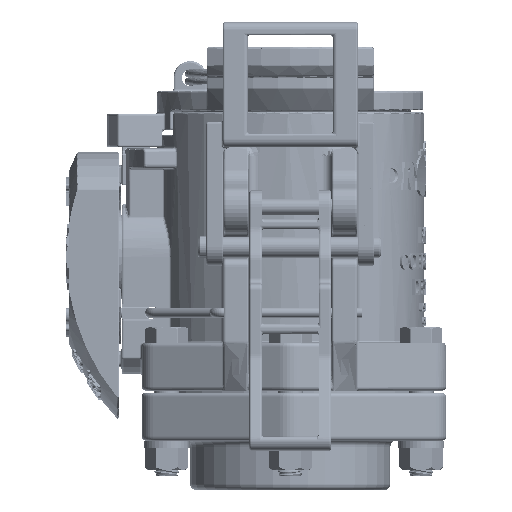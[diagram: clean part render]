
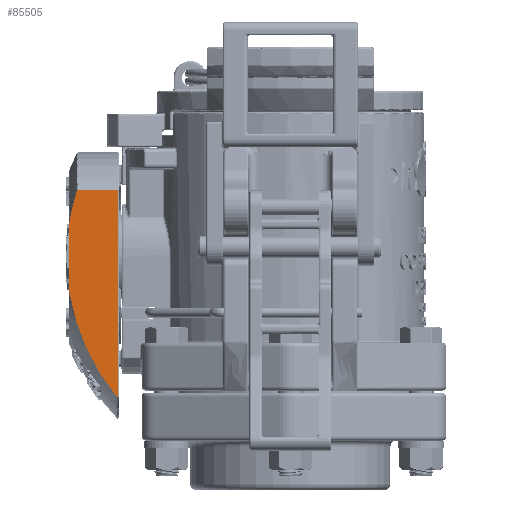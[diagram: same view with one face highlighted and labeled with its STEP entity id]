
A CAD part, left-side view. The second image highlights one B-rep face of the part: STEP entity #85505.
In plain terms, the highlighted planar face has unit normal (-1, 0, 0).
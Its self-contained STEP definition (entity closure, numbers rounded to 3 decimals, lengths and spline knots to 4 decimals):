
#4355=ELLIPSE('',#92257,0.023,0.02);
#4356=ELLIPSE('',#92279,0.0321,0.0206);
#4357=ELLIPSE('',#92284,1.9036,0.4722);
#4358=ELLIPSE('',#92285,1.9036,0.4722);
#5863=LINE('',#168820,#12450);
#7593=LINE('',#179442,#14180);
#7594=LINE('',#179444,#14181);
#12450=VECTOR('',#102754,0.3937);
#14180=VECTOR('',#106928,0.3937);
#14181=VECTOR('',#106931,0.3937);
#18891=PLANE('',#92282);
#24076=FACE_OUTER_BOUND('',#29560,.T.);
#29560=EDGE_LOOP('',(#69524,#69525,#69526,#69527,#69528,#69529,#69530,#69531,
#69532));
#34259=CIRCLE('',#91618,3.2879);
#34361=CIRCLE('',#92283,3.2879);
#38422=VERTEX_POINT('',#168816);
#38424=VERTEX_POINT('',#168819);
#39306=VERTEX_POINT('',#173011);
#39308=VERTEX_POINT('',#173014);
#40251=VERTEX_POINT('',#179369);
#40252=VERTEX_POINT('',#179386);
#40261=VERTEX_POINT('',#179429);
#40262=VERTEX_POINT('',#179431);
#40263=VERTEX_POINT('',#179447);
#47762=EDGE_CURVE('',#38422,#38424,#5863,.T.);
#48887=EDGE_CURVE('',#39306,#39308,#34259,.T.);
#50544=EDGE_CURVE('',#40251,#39306,#4355,.T.);
#50561=EDGE_CURVE('',#40261,#40262,#4356,.T.);
#50563=EDGE_CURVE('',#40252,#40251,#7593,.T.);
#50564=EDGE_CURVE('',#40262,#40252,#7594,.T.);
#50566=EDGE_CURVE('',#40263,#40261,#34361,.T.);
#50567=EDGE_CURVE('',#38424,#40263,#4357,.T.);
#50568=EDGE_CURVE('',#39308,#38422,#4358,.T.);
#69524=ORIENTED_EDGE('',*,*,#50544,.F.);
#69525=ORIENTED_EDGE('',*,*,#50563,.F.);
#69526=ORIENTED_EDGE('',*,*,#50564,.F.);
#69527=ORIENTED_EDGE('',*,*,#50561,.F.);
#69528=ORIENTED_EDGE('',*,*,#50566,.F.);
#69529=ORIENTED_EDGE('',*,*,#50567,.F.);
#69530=ORIENTED_EDGE('',*,*,#47762,.F.);
#69531=ORIENTED_EDGE('',*,*,#50568,.F.);
#69532=ORIENTED_EDGE('',*,*,#48887,.F.);
#85505=ADVANCED_FACE('',(#24076),#18891,.F.);
#91618=AXIS2_PLACEMENT_3D('',#173015,#104386,#104387);
#92257=AXIS2_PLACEMENT_3D('',#179384,#106879,#106880);
#92279=AXIS2_PLACEMENT_3D('',#179432,#106924,#106925);
#92282=AXIS2_PLACEMENT_3D('',#179446,#106933,#106934);
#92283=AXIS2_PLACEMENT_3D('',#179448,#106935,#106936);
#92284=AXIS2_PLACEMENT_3D('',#179449,#106937,#106938);
#92285=AXIS2_PLACEMENT_3D('',#179450,#106939,#106940);
#102754=DIRECTION('',(0.,0.,1.));
#104386=DIRECTION('center_axis',(1.,0.,0.));
#104387=DIRECTION('ref_axis',(0.,0.,1.));
#106879=DIRECTION('center_axis',(1.,0.,0.));
#106880=DIRECTION('ref_axis',(0.,-0.002,1.));
#106924=DIRECTION('center_axis',(1.,0.,0.));
#106925=DIRECTION('ref_axis',(0.,0.025,1.));
#106928=DIRECTION('',(0.,0.,-1.));
#106931=DIRECTION('',(0.,-1.,0.));
#106933=DIRECTION('center_axis',(1.,0.,0.));
#106934=DIRECTION('ref_axis',(0.,0.,-1.));
#106935=DIRECTION('center_axis',(1.,0.,0.));
#106936=DIRECTION('ref_axis',(0.,0.,1.));
#106937=DIRECTION('center_axis',(1.,0.,0.));
#106938=DIRECTION('ref_axis',(0.,0.5,0.866));
#106939=DIRECTION('center_axis',(1.,0.,0.));
#106940=DIRECTION('ref_axis',(0.,-0.5,0.866));
#168816=CARTESIAN_POINT('',(-1.2,0.75,-0.45));
#168819=CARTESIAN_POINT('',(-1.2,0.75,0.45));
#168820=CARTESIAN_POINT('',(-1.2,0.75,0.));
#173011=CARTESIAN_POINT('',(-1.2,0.0345,-2.0944));
#173014=CARTESIAN_POINT('',(-1.2,0.7434,-0.5388));
#173015=CARTESIAN_POINT('Origin',(-1.2,-2.5,0.));
#179369=CARTESIAN_POINT('',(-1.2,0.02,-2.1015));
#179384=CARTESIAN_POINT('Origin',(-1.2,0.02,-2.0785));
#179386=CARTESIAN_POINT('',(-1.2,0.02,1.005));
#179429=CARTESIAN_POINT('',(-1.2,0.6337,0.9951));
#179431=CARTESIAN_POINT('',(-1.2,0.6287,1.005));
#179432=CARTESIAN_POINT('Origin',(-1.2,0.6152,0.9803));
#179442=CARTESIAN_POINT('',(-1.2,0.02,0.));
#179444=CARTESIAN_POINT('',(-1.2,0.75,1.005));
#179446=CARTESIAN_POINT('Origin',(-1.2,0.8875,0.));
#179447=CARTESIAN_POINT('',(-1.2,0.7434,0.5388));
#179448=CARTESIAN_POINT('Origin',(-1.2,-2.5,0.));
#179449=CARTESIAN_POINT('Origin',(-1.2,-0.2851,-0.9716));
#179450=CARTESIAN_POINT('Origin',(-1.2,-0.2851,0.9716));
